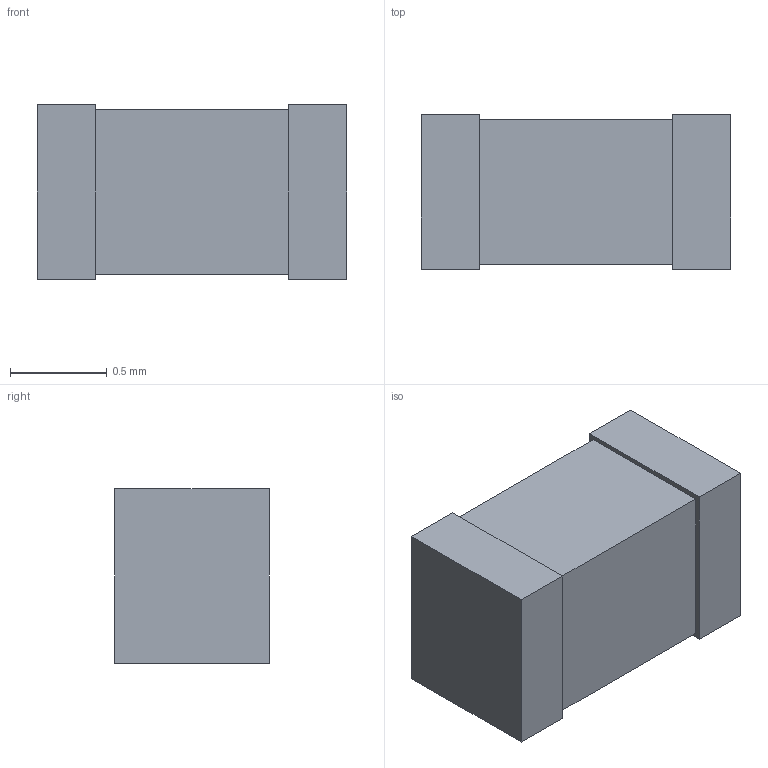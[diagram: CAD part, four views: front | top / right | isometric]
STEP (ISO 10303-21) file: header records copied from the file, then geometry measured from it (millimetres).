
FILE_DESCRIPTION(/* description */ ('Unknown'),/* implementation_level */ '2;1');
FILE_NAME(/* name */ 'RV_Wurth_WE-VS-0603',/* time_stamp */ '2025-04-08T16:46:42+08:00',/* author */ ('Unknown'),/* organization */ ('Unknown'),/* preprocessor_version */ 'ST-DEVELOPER v19.4',/* originating_system */ 'Solid Edge',/* authorisation */ 'Unknown');
FILE_SCHEMA (('AUTOMOTIVE_DESIGN {1 0 10303 214 3 1 1}'));
Length unit declared in the file: millimetre
Products named in the file (2): RV_Wurth_WE-VS-0603
Assembly tree (1 placements, depth 2):
  RV_Wurth_WE-VS-0603
    RV_Wurth_WE-VS-0603
Bounding box: 1.6 x 0.8 x 0.9 mm (x, y, z)
Volume: 1.1 mm3; surface area: 6.8 mm2
Topology: 1 solids, 1 shells, 16 faces, 36 edges, 24 vertices
Faces by surface type: plane 16
Entity records: 595 total; most frequent: CARTESIAN_POINT 78, ORIENTED_EDGE 72, DIRECTION 72, EDGE_CURVE 36, LINE 36, VECTOR 36, VERTEX_POINT 24, EDGE_LOOP 18
